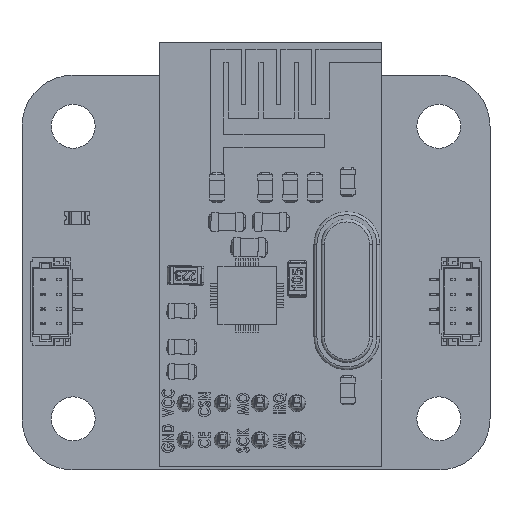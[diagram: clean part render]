
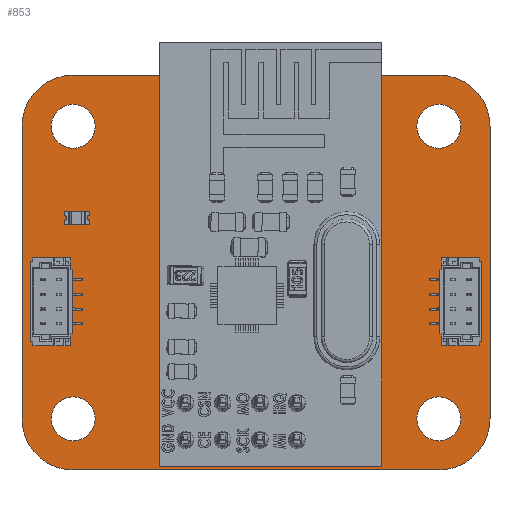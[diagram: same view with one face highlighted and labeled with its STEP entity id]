
A CAD part, top view. The second image highlights one B-rep face of the part: STEP entity #853.
In plain terms, the highlighted planar face has unit normal (0, 0, 1).
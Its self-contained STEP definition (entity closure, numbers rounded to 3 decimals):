
#84 = VERTEX_POINT('',#85);
#85 = CARTESIAN_POINT('',(0.,3.5,0.197));
#91 = EDGE_CURVE('',#84,#92,#94,.T.);
#92 = VERTEX_POINT('',#93);
#93 = CARTESIAN_POINT('',(0.,23.5,0.197));
#94 = LINE('',#95,#96);
#95 = CARTESIAN_POINT('',(0.,3.5,0.197));
#96 = VECTOR('',#97,1.);
#97 = DIRECTION('',(0.,1.,0.));
#122 = EDGE_CURVE('',#92,#123,#125,.T.);
#123 = VERTEX_POINT('',#124);
#124 = CARTESIAN_POINT('',(3.5,27.,0.197));
#125 = CIRCLE('',#126,3.5);
#126 = AXIS2_PLACEMENT_3D('',#127,#128,#129);
#127 = CARTESIAN_POINT('',(3.5,23.5,0.197));
#128 = DIRECTION('',(0.,0.,-1.));
#129 = DIRECTION('',(-1.,0.,-0.));
#155 = EDGE_CURVE('',#123,#156,#158,.T.);
#156 = VERTEX_POINT('',#157);
#157 = CARTESIAN_POINT('',(28.5,27.,0.197));
#158 = LINE('',#159,#160);
#159 = CARTESIAN_POINT('',(3.5,27.,0.197));
#160 = VECTOR('',#161,1.);
#161 = DIRECTION('',(1.,0.,0.));
#186 = EDGE_CURVE('',#156,#187,#189,.T.);
#187 = VERTEX_POINT('',#188);
#188 = CARTESIAN_POINT('',(32.,23.5,0.197));
#189 = CIRCLE('',#190,3.5);
#190 = AXIS2_PLACEMENT_3D('',#191,#192,#193);
#191 = CARTESIAN_POINT('',(28.5,23.5,0.197));
#192 = DIRECTION('',(0.,0.,-1.));
#193 = DIRECTION('',(0.,1.,0.));
#219 = EDGE_CURVE('',#187,#220,#222,.T.);
#220 = VERTEX_POINT('',#221);
#221 = CARTESIAN_POINT('',(32.,3.5,0.197));
#222 = LINE('',#223,#224);
#223 = CARTESIAN_POINT('',(32.,23.5,0.197));
#224 = VECTOR('',#225,1.);
#225 = DIRECTION('',(0.,-1.,0.));
#250 = EDGE_CURVE('',#220,#251,#253,.T.);
#251 = VERTEX_POINT('',#252);
#252 = CARTESIAN_POINT('',(28.5,0.,0.197));
#253 = CIRCLE('',#254,3.5);
#254 = AXIS2_PLACEMENT_3D('',#255,#256,#257);
#255 = CARTESIAN_POINT('',(28.5,3.5,0.197));
#256 = DIRECTION('',(0.,0.,-1.));
#257 = DIRECTION('',(1.,0.,0.));
#283 = EDGE_CURVE('',#251,#284,#286,.T.);
#284 = VERTEX_POINT('',#285);
#285 = CARTESIAN_POINT('',(3.5,0.,0.197));
#286 = LINE('',#287,#288);
#287 = CARTESIAN_POINT('',(28.5,0.,0.197));
#288 = VECTOR('',#289,1.);
#289 = DIRECTION('',(-1.,0.,0.));
#314 = EDGE_CURVE('',#284,#84,#315,.T.);
#315 = CIRCLE('',#316,3.5);
#316 = AXIS2_PLACEMENT_3D('',#317,#318,#319);
#317 = CARTESIAN_POINT('',(3.5,3.5,0.197));
#318 = DIRECTION('',(0.,0.,-1.));
#319 = DIRECTION('',(0.,-1.,0.));
#340 = VERTEX_POINT('',#341);
#341 = CARTESIAN_POINT('',(5.,3.5,0.197));
#347 = EDGE_CURVE('',#340,#340,#348,.T.);
#348 = CIRCLE('',#349,1.5);
#349 = AXIS2_PLACEMENT_3D('',#350,#351,#352);
#350 = CARTESIAN_POINT('',(3.5,3.5,0.197));
#351 = DIRECTION('',(0.,0.,1.));
#352 = DIRECTION('',(1.,0.,-0.));
#373 = VERTEX_POINT('',#374);
#374 = CARTESIAN_POINT('',(14.24,2.23,0.197));
#380 = EDGE_CURVE('',#373,#373,#381,.T.);
#381 = CIRCLE('',#382,0.51);
#382 = AXIS2_PLACEMENT_3D('',#383,#384,#385);
#383 = CARTESIAN_POINT('',(13.73,2.23,0.197));
#384 = DIRECTION('',(0.,0.,1.));
#385 = DIRECTION('',(1.,0.,-0.));
#406 = VERTEX_POINT('',#407);
#407 = CARTESIAN_POINT('',(11.7,2.23,0.197));
#413 = EDGE_CURVE('',#406,#406,#414,.T.);
#414 = CIRCLE('',#415,0.51);
#415 = AXIS2_PLACEMENT_3D('',#416,#417,#418);
#416 = CARTESIAN_POINT('',(11.19,2.23,0.197));
#417 = DIRECTION('',(0.,0.,1.));
#418 = DIRECTION('',(1.,0.,-0.));
#439 = VERTEX_POINT('',#440);
#440 = CARTESIAN_POINT('',(11.7,4.77,0.197));
#446 = EDGE_CURVE('',#439,#439,#447,.T.);
#447 = CIRCLE('',#448,0.51);
#448 = AXIS2_PLACEMENT_3D('',#449,#450,#451);
#449 = CARTESIAN_POINT('',(11.19,4.77,0.197));
#450 = DIRECTION('',(0.,0.,1.));
#451 = DIRECTION('',(1.,0.,-0.));
#472 = VERTEX_POINT('',#473);
#473 = CARTESIAN_POINT('',(5.,23.5,0.197));
#479 = EDGE_CURVE('',#472,#472,#480,.T.);
#480 = CIRCLE('',#481,1.5);
#481 = AXIS2_PLACEMENT_3D('',#482,#483,#484);
#482 = CARTESIAN_POINT('',(3.5,23.5,0.197));
#483 = DIRECTION('',(0.,0.,1.));
#484 = DIRECTION('',(1.,0.,-0.));
#505 = VERTEX_POINT('',#506);
#506 = CARTESIAN_POINT('',(16.78,4.77,0.197));
#512 = EDGE_CURVE('',#505,#505,#513,.T.);
#513 = CIRCLE('',#514,0.51);
#514 = AXIS2_PLACEMENT_3D('',#515,#516,#517);
#515 = CARTESIAN_POINT('',(16.27,4.77,0.197));
#516 = DIRECTION('',(0.,0.,1.));
#517 = DIRECTION('',(1.,0.,-0.));
#538 = VERTEX_POINT('',#539);
#539 = CARTESIAN_POINT('',(14.24,4.77,0.197));
#545 = EDGE_CURVE('',#538,#538,#546,.T.);
#546 = CIRCLE('',#547,0.51);
#547 = AXIS2_PLACEMENT_3D('',#548,#549,#550);
#548 = CARTESIAN_POINT('',(13.73,4.77,0.197));
#549 = DIRECTION('',(0.,0.,1.));
#550 = DIRECTION('',(1.,0.,-0.));
#571 = VERTEX_POINT('',#572);
#572 = CARTESIAN_POINT('',(16.78,2.23,0.197));
#578 = EDGE_CURVE('',#571,#571,#579,.T.);
#579 = CIRCLE('',#580,0.51);
#580 = AXIS2_PLACEMENT_3D('',#581,#582,#583);
#581 = CARTESIAN_POINT('',(16.27,2.23,0.197));
#582 = DIRECTION('',(0.,0.,1.));
#583 = DIRECTION('',(1.,0.,-0.));
#604 = VERTEX_POINT('',#605);
#605 = CARTESIAN_POINT('',(22.818,2.23,0.197));
#611 = EDGE_CURVE('',#604,#604,#612,.T.);
#612 = CIRCLE('',#613,0.508);
#613 = AXIS2_PLACEMENT_3D('',#614,#615,#616);
#614 = CARTESIAN_POINT('',(22.31,2.23,0.197));
#615 = DIRECTION('',(0.,0.,1.));
#616 = DIRECTION('',(1.,0.,-0.));
#637 = VERTEX_POINT('',#638);
#638 = CARTESIAN_POINT('',(19.32,2.23,0.197));
#644 = EDGE_CURVE('',#637,#637,#645,.T.);
#645 = CIRCLE('',#646,0.51);
#646 = AXIS2_PLACEMENT_3D('',#647,#648,#649);
#647 = CARTESIAN_POINT('',(18.81,2.23,0.197));
#648 = DIRECTION('',(0.,0.,1.));
#649 = DIRECTION('',(1.,0.,-0.));
#670 = VERTEX_POINT('',#671);
#671 = CARTESIAN_POINT('',(22.818,4.77,0.197));
#677 = EDGE_CURVE('',#670,#670,#678,.T.);
#678 = CIRCLE('',#679,0.508);
#679 = AXIS2_PLACEMENT_3D('',#680,#681,#682);
#680 = CARTESIAN_POINT('',(22.31,4.77,0.197));
#681 = DIRECTION('',(0.,0.,1.));
#682 = DIRECTION('',(1.,0.,-0.));
#703 = VERTEX_POINT('',#704);
#704 = CARTESIAN_POINT('',(19.32,4.77,0.197));
#710 = EDGE_CURVE('',#703,#703,#711,.T.);
#711 = CIRCLE('',#712,0.51);
#712 = AXIS2_PLACEMENT_3D('',#713,#714,#715);
#713 = CARTESIAN_POINT('',(18.81,4.77,0.197));
#714 = DIRECTION('',(0.,0.,1.));
#715 = DIRECTION('',(1.,0.,-0.));
#736 = VERTEX_POINT('',#737);
#737 = CARTESIAN_POINT('',(30.,3.5,0.197));
#743 = EDGE_CURVE('',#736,#736,#744,.T.);
#744 = CIRCLE('',#745,1.5);
#745 = AXIS2_PLACEMENT_3D('',#746,#747,#748);
#746 = CARTESIAN_POINT('',(28.5,3.5,0.197));
#747 = DIRECTION('',(0.,0.,1.));
#748 = DIRECTION('',(1.,0.,-0.));
#769 = VERTEX_POINT('',#770);
#770 = CARTESIAN_POINT('',(30.,23.5,0.197));
#776 = EDGE_CURVE('',#769,#769,#777,.T.);
#777 = CIRCLE('',#778,1.5);
#778 = AXIS2_PLACEMENT_3D('',#779,#780,#781);
#779 = CARTESIAN_POINT('',(28.5,23.5,0.197));
#780 = DIRECTION('',(0.,0.,1.));
#781 = DIRECTION('',(1.,0.,-0.));
#853 = ADVANCED_FACE('',(#854,#864,#867,#870,#873,#876,#879,#882,#885,
    #888,#891,#894,#897,#900,#903),#906,.F.);
#854 = FACE_BOUND('',#855,.F.);
#855 = EDGE_LOOP('',(#856,#857,#858,#859,#860,#861,#862,#863));
#856 = ORIENTED_EDGE('',*,*,#91,.T.);
#857 = ORIENTED_EDGE('',*,*,#122,.T.);
#858 = ORIENTED_EDGE('',*,*,#155,.T.);
#859 = ORIENTED_EDGE('',*,*,#186,.T.);
#860 = ORIENTED_EDGE('',*,*,#219,.T.);
#861 = ORIENTED_EDGE('',*,*,#250,.T.);
#862 = ORIENTED_EDGE('',*,*,#283,.T.);
#863 = ORIENTED_EDGE('',*,*,#314,.T.);
#864 = FACE_BOUND('',#865,.F.);
#865 = EDGE_LOOP('',(#866));
#866 = ORIENTED_EDGE('',*,*,#347,.T.);
#867 = FACE_BOUND('',#868,.F.);
#868 = EDGE_LOOP('',(#869));
#869 = ORIENTED_EDGE('',*,*,#380,.T.);
#870 = FACE_BOUND('',#871,.F.);
#871 = EDGE_LOOP('',(#872));
#872 = ORIENTED_EDGE('',*,*,#413,.T.);
#873 = FACE_BOUND('',#874,.F.);
#874 = EDGE_LOOP('',(#875));
#875 = ORIENTED_EDGE('',*,*,#446,.T.);
#876 = FACE_BOUND('',#877,.F.);
#877 = EDGE_LOOP('',(#878));
#878 = ORIENTED_EDGE('',*,*,#479,.T.);
#879 = FACE_BOUND('',#880,.F.);
#880 = EDGE_LOOP('',(#881));
#881 = ORIENTED_EDGE('',*,*,#512,.T.);
#882 = FACE_BOUND('',#883,.F.);
#883 = EDGE_LOOP('',(#884));
#884 = ORIENTED_EDGE('',*,*,#545,.T.);
#885 = FACE_BOUND('',#886,.F.);
#886 = EDGE_LOOP('',(#887));
#887 = ORIENTED_EDGE('',*,*,#578,.T.);
#888 = FACE_BOUND('',#889,.F.);
#889 = EDGE_LOOP('',(#890));
#890 = ORIENTED_EDGE('',*,*,#611,.T.);
#891 = FACE_BOUND('',#892,.F.);
#892 = EDGE_LOOP('',(#893));
#893 = ORIENTED_EDGE('',*,*,#644,.T.);
#894 = FACE_BOUND('',#895,.F.);
#895 = EDGE_LOOP('',(#896));
#896 = ORIENTED_EDGE('',*,*,#677,.T.);
#897 = FACE_BOUND('',#898,.F.);
#898 = EDGE_LOOP('',(#899));
#899 = ORIENTED_EDGE('',*,*,#710,.T.);
#900 = FACE_BOUND('',#901,.F.);
#901 = EDGE_LOOP('',(#902));
#902 = ORIENTED_EDGE('',*,*,#743,.T.);
#903 = FACE_BOUND('',#904,.F.);
#904 = EDGE_LOOP('',(#905));
#905 = ORIENTED_EDGE('',*,*,#776,.T.);
#906 = PLANE('',#907);
#907 = AXIS2_PLACEMENT_3D('',#908,#909,#910);
#908 = CARTESIAN_POINT('',(16.,13.5,0.197));
#909 = DIRECTION('',(-0.,-0.,-1.));
#910 = DIRECTION('',(-1.,0.,0.));
